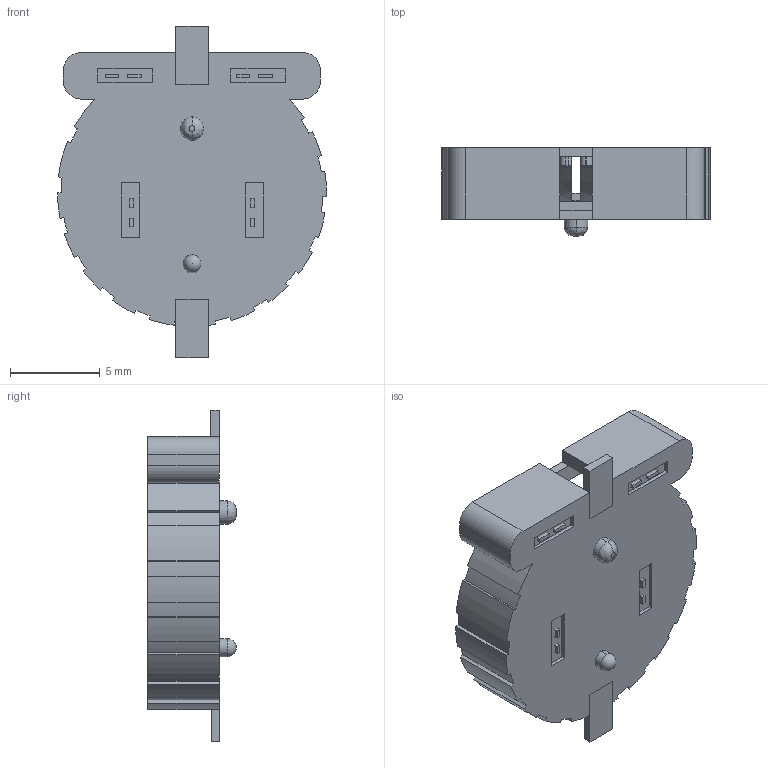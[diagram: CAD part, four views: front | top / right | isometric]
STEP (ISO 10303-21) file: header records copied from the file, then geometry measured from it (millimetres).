
FILE_DESCRIPTION (( 'STEP AP214' ), '1' );
FILE_NAME ('alsrobot-CR1220.STEP', '2016-05-23T02:26:46', ( 'Windows User' ), ( '' ), 'SwSTEP 2.0', 'SolidWorks 2016', '' );
FILE_SCHEMA (( 'AUTOMOTIVE_DESIGN' ));
Length unit declared in the file: millimetre
Products named in the file (6): alsrobot-CR1220_User Library-cr1220_PRT0004; alsrobot-CR1220_User Library-cr1220_PRT0003; alsrobot-CR1220_User Library-cr1220_PRT0002; alsrobot-CR1220_User Library-cr1220_PRT0001; alsrobot-CR1220_User Library-cr1220_CR1220; alsrobot-CR1220
Assembly tree (6 placements, depth 2):
  alsrobot-CR1220
    alsrobot-CR1220_User Library-cr1220_CR1220
    alsrobot-CR1220_User Library-cr1220_PRT0001  x2
    alsrobot-CR1220_User Library-cr1220_PRT0002
    alsrobot-CR1220_User Library-cr1220_PRT0003
    alsrobot-CR1220_User Library-cr1220_PRT0004
Bounding box: 15 x 4.94 x 18.5 mm (x, y, z)
Volume: 266.5 mm3; surface area: 1070.9 mm2
Topology: 6 solids, 6 shells, 251 faces, 679 edges, 447 vertices
Faces by surface type: plane 181, cylinder 63, bspline 4, cone 2, sphere 1
Entity records: 10609 total; most frequent: CARTESIAN_POINT 1469, ORIENTED_EDGE 1324, DIRECTION 1257, EDGE_CURVE 662, LINE 525, VECTOR 525, VERTEX_POINT 436, AXIS2_PLACEMENT_3D 366
